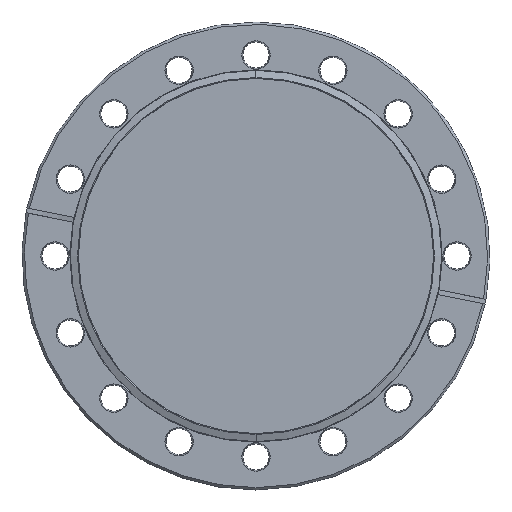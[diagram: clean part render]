
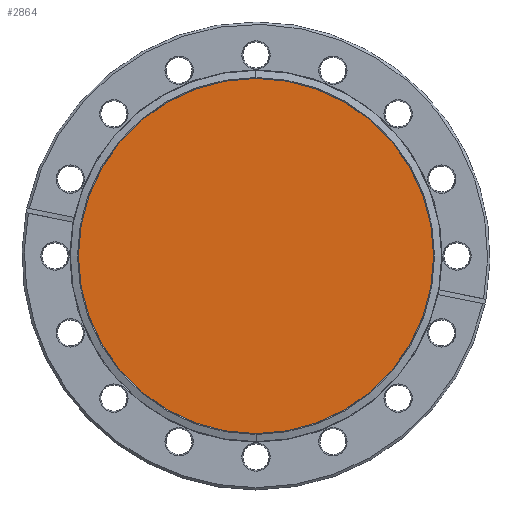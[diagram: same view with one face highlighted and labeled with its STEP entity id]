
A CAD part, left-side view. The second image highlights one B-rep face of the part: STEP entity #2864.
In plain terms, the highlighted planar face has unit normal (-1, 0, 0).
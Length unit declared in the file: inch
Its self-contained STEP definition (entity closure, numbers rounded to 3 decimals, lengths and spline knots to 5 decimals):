
#194 = CARTESIAN_POINT ( 'NONE',  ( 0.051, 0., 0. ) ) ;
#218 = EDGE_CURVE ( 'NONE', #2792, #3021, #1661, .T. ) ;
#716 = DIRECTION ( 'NONE',  ( 0., 0., -1. ) ) ;
#1026 = CARTESIAN_POINT ( 'NONE',  ( 0.051, 2.27, 0. ) ) ;
#1154 = CARTESIAN_POINT ( 'NONE',  ( 0.051, 0., -2.265 ) ) ;
#1661 = CIRCLE ( 'NONE', #2870, 2.265 ) ;
#1677 = AXIS2_PLACEMENT_3D ( 'NONE', #1026, #3347, #716 ) ;
#1992 = PLANE ( 'NONE',  #1677 ) ;
#2039 = FACE_OUTER_BOUND ( 'NONE', #2815, .T. ) ;
#2180 = CARTESIAN_POINT ( 'NONE',  ( 0.051, 0., 0. ) ) ;
#2792 = VERTEX_POINT ( 'NONE', #3543 ) ;
#2815 = EDGE_LOOP ( 'NONE', ( #4334, #3933 ) ) ;
#2864 = ADVANCED_FACE ( 'NONE', ( #2039 ), #1992, .F. ) ;
#2870 = AXIS2_PLACEMENT_3D ( 'NONE', #2180, #3462, #3507 ) ;
#3021 = VERTEX_POINT ( 'NONE', #1154 ) ;
#3259 = DIRECTION ( 'NONE',  ( 0., 0., -1. ) ) ;
#3283 = DIRECTION ( 'NONE',  ( -1., 0., 0. ) ) ;
#3347 = DIRECTION ( 'NONE',  ( 1., 0., 0. ) ) ;
#3462 = DIRECTION ( 'NONE',  ( -1., 0., 0. ) ) ;
#3507 = DIRECTION ( 'NONE',  ( 0., 0., -1. ) ) ;
#3543 = CARTESIAN_POINT ( 'NONE',  ( 0.051, 0., 2.265 ) ) ;
#3613 = AXIS2_PLACEMENT_3D ( 'NONE', #194, #3283, #3259 ) ;
#3933 = ORIENTED_EDGE ( 'NONE', *, *, #218, .T. ) ;
#4081 = EDGE_CURVE ( 'NONE', #3021, #2792, #4317, .T. ) ;
#4317 = CIRCLE ( 'NONE', #3613, 2.265 ) ;
#4334 = ORIENTED_EDGE ( 'NONE', *, *, #4081, .T. ) ;
